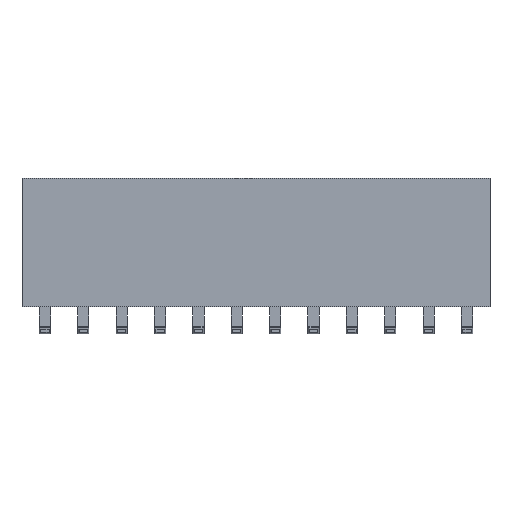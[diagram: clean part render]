
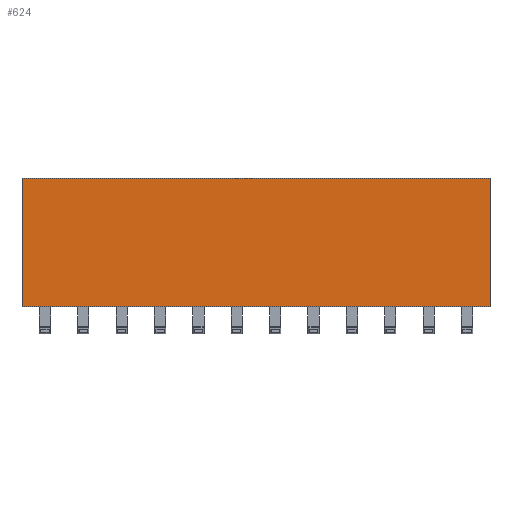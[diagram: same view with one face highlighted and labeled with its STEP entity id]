
A CAD part, front view. The second image highlights one B-rep face of the part: STEP entity #624.
In plain terms, the highlighted planar face has unit normal (0, -1, 0).
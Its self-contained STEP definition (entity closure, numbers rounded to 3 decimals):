
#624 = ADVANCED_FACE( '', ( #1212 ), #1213, .T. );
#1212 = FACE_OUTER_BOUND( '', #1807, .T. );
#1213 = PLANE( '', #1808 );
#1807 = EDGE_LOOP( '', ( #3226, #3227, #3228, #3229 ) );
#1808 = AXIS2_PLACEMENT_3D( '', #3230, #3231, #3232 );
#3226 = ORIENTED_EDGE( '', *, *, #4288, .T. );
#3227 = ORIENTED_EDGE( '', *, *, #4154, .T. );
#3228 = ORIENTED_EDGE( '', *, *, #4289, .T. );
#3229 = ORIENTED_EDGE( '', *, *, #4290, .T. );
#3230 = CARTESIAN_POINT( '', ( 0., -1.25, 0. ) );
#3231 = DIRECTION( '', ( 0., -1., 0. ) );
#3232 = DIRECTION( '', ( 0., 0., -1. ) );
#4154 = EDGE_CURVE( '', #5096, #5094, #5097, .T. );
#4288 = EDGE_CURVE( '', #5266, #5096, #5267, .T. );
#4289 = EDGE_CURVE( '', #5094, #5268, #5269, .T. );
#4290 = EDGE_CURVE( '', #5268, #5266, #5270, .T. );
#5094 = VERTEX_POINT( '', #6434 );
#5096 = VERTEX_POINT( '', #6437 );
#5097 = LINE( '', #6438, #6439 );
#5266 = VERTEX_POINT( '', #6715 );
#5267 = LINE( '', #6716, #6717 );
#5268 = VERTEX_POINT( '', #6718 );
#5269 = LINE( '', #6719, #6720 );
#5270 = LINE( '', #6721, #6722 );
#6434 = CARTESIAN_POINT( '', ( -15.49, -1.25, -4.25 ) );
#6437 = CARTESIAN_POINT( '', ( -15.49, -1.25, 4.25 ) );
#6438 = CARTESIAN_POINT( '', ( -15.49, -1.25, 4.25 ) );
#6439 = VECTOR( '', #7221, 1000. );
#6715 = CARTESIAN_POINT( '', ( 15.49, -1.25, 4.25 ) );
#6716 = CARTESIAN_POINT( '', ( 15.49, -1.25, 4.25 ) );
#6717 = VECTOR( '', #7309, 1000. );
#6718 = CARTESIAN_POINT( '', ( 15.49, -1.25, -4.25 ) );
#6719 = CARTESIAN_POINT( '', ( -15.49, -1.25, -4.25 ) );
#6720 = VECTOR( '', #7310, 1000. );
#6721 = CARTESIAN_POINT( '', ( 15.49, -1.25, -4.25 ) );
#6722 = VECTOR( '', #7311, 1000. );
#7221 = DIRECTION( '', ( 0., 0., -1. ) );
#7309 = DIRECTION( '', ( -1., 0., 0. ) );
#7310 = DIRECTION( '', ( 1., 0., 0. ) );
#7311 = DIRECTION( '', ( 0., 0., 1. ) );
